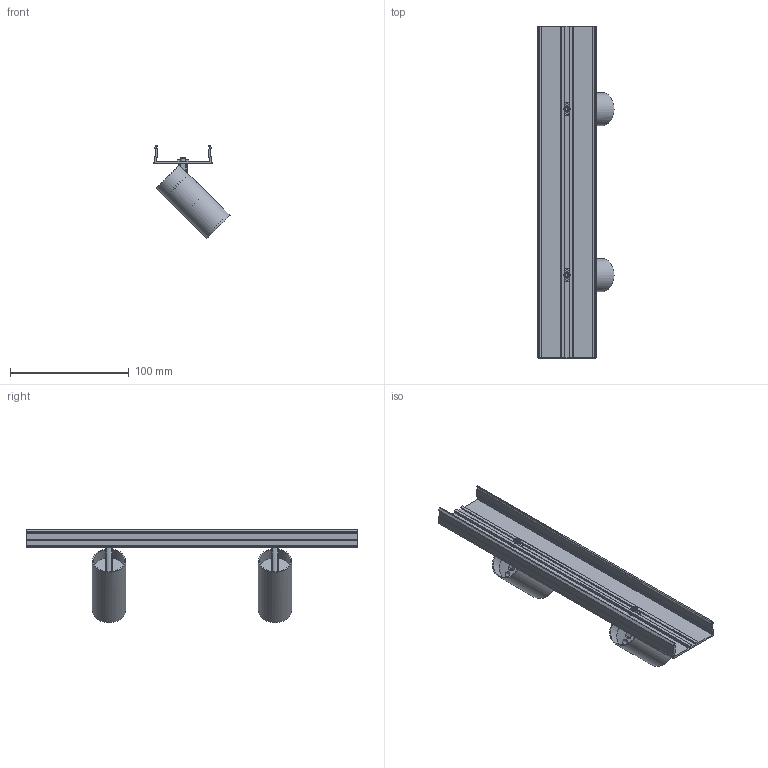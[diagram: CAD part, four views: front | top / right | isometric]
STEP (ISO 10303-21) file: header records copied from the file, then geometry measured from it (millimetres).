
FILE_DESCRIPTION(/* description */ ('This is a sample STEP configuration'),/* implementation_level */ '2;1');
FILE_NAME(/* name */ '715-07131a0xxxxxx SIMPLE.ipt_Rev_00.2.stp',/* time_stamp */ '2023-04-29T10:27:56+02:00',/* author */ ('powerJobs'),/* organization */ ('coolOrange'),/* preprocessor_version */ 'ST-DEVELOPER v19.2',/* originating_system */ 'Autodesk Inventor 2023',/* authorisation */ '');
FILE_SCHEMA (('AUTOMOTIVE_DESIGN { 1 0 10303 214 3 1 1 }'));
Length unit declared in the file: millimetre
Products named in the file (1): ENG000022238
Bounding box: 64.17 x 280 x 78.65 mm (x, y, z)
Volume: 69140 mm3; surface area: 87989.4 mm2
Topology: 11 solids, 13 shells, 734 faces, 2064 edges, 1390 vertices
Faces by surface type: plane 262, cylinder 202, bspline 144, cone 72, torus 38, sphere 16
Full cylindrical faces by diameter (mm): 1 x2, 2.459 x2, 2.7 x2, 3 x8, 4 x2, 4.5 x4, 4.6 x2, 5 x4, 5.2 x2, 6.9 x2, 10.2 x2, 11.4 x2, 11.6 x2, 25.8 x4, 28 x2
Entity records: 35247 total; most frequent: CARTESIAN_POINT 16831, ORIENTED_EDGE 4124, DIRECTION 3460, EDGE_CURVE 2062, VERTEX_POINT 1390, AXIS2_PLACEMENT_3D 1329, EDGE_LOOP 838, LINE 802
